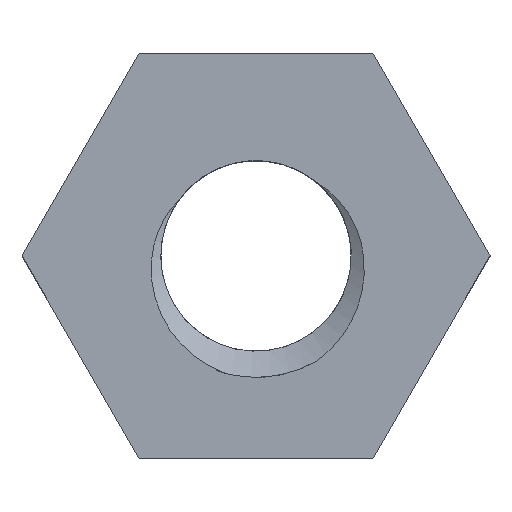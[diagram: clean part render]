
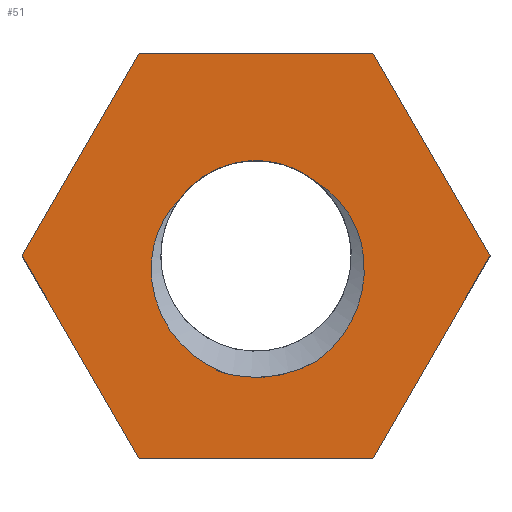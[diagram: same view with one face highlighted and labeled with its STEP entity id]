
A CAD part, top view. The second image highlights one B-rep face of the part: STEP entity #51.
In plain terms, the highlighted planar face has unit normal (0, 0, 1).
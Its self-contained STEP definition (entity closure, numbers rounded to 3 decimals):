
#32 = ORIENTED_EDGE ( 'NONE', *, *, #316, .T. ) ;
#33 = AXIS2_PLACEMENT_3D ( 'NONE', #421, #420, #426 ) ;
#51 = ADVANCED_FACE ( 'NONE', ( #932, #925 ), #424, .T. ) ;
#152 = ORIENTED_EDGE ( 'NONE', *, *, #1196, .T. ) ;
#154 = VERTEX_POINT ( 'NONE', #546 ) ;
#209 = EDGE_CURVE ( 'NONE', #154, #973, #917, .T. ) ;
#222 = EDGE_CURVE ( 'NONE', #1100, #154, #903, .T. ) ;
#223 = EDGE_CURVE ( 'NONE', #962, #1100, #908, .T. ) ;
#234 = EDGE_CURVE ( 'NONE', #1170, #962, #899, .T. ) ;
#241 = EDGE_CURVE ( 'NONE', #964, #1097, #905, .T. ) ;
#250 = EDGE_CURVE ( 'NONE', #964, #992, #802, .T. ) ;
#261 = EDGE_CURVE ( 'NONE', #992, #1027, #769, .T. ) ;
#316 = EDGE_CURVE ( 'NONE', #1027, #1097, #485, .T. ) ;
#333 = ORIENTED_EDGE ( 'NONE', *, *, #222, .T. ) ;
#420 = DIRECTION ( 'NONE',  ( 0., 0., 1. ) ) ;
#421 = CARTESIAN_POINT ( 'NONE',  ( 0., 0., 2. ) ) ;
#424 = PLANE ( 'NONE',  #33 ) ;
#426 = DIRECTION ( 'NONE',  ( 1., 0., 0. ) ) ;
#464 = EDGE_CURVE ( 'NONE', #973, #1127, #836, .T. ) ;
#485 = B_SPLINE_CURVE_WITH_KNOTS ( 'NONE', 3,
 ( #707, #706, #761, #762, #763, #765, #768, #771, #772, #774, #777, #778, #779, #780 ),
 .UNSPECIFIED., .F., .F.,
 ( 4, 2, 2, 2, 2, 2, 4 ),
 ( 0., 0., 0.001, 0.001, 0.001, 0.002, 0.003 ),
 .UNSPECIFIED. ) ;
#546 = CARTESIAN_POINT ( 'NONE',  ( -1.443, 2.5, 2. ) ) ;
#594 = DIRECTION ( 'NONE',  ( -0.5, -0.866, 0. ) ) ;
#596 = CARTESIAN_POINT ( 'NONE',  ( -1.443, 2.5, 2. ) ) ;
#597 = CARTESIAN_POINT ( 'NONE',  ( 1.443, 2.5, 2. ) ) ;
#599 = CARTESIAN_POINT ( 'NONE',  ( 2.887, 0., 2. ) ) ;
#601 = DIRECTION ( 'NONE',  ( -1., 0., 0. ) ) ;
#602 = DIRECTION ( 'NONE',  ( -0.5, 0.866, 0. ) ) ;
#604 = CARTESIAN_POINT ( 'NONE',  ( 1.443, -2.5, 2. ) ) ;
#605 = CARTESIAN_POINT ( 'NONE',  ( -0.375, -1.452, 2. ) ) ;
#606 = DIRECTION ( 'NONE',  ( 0.5, 0.866, 0. ) ) ;
#610 = CARTESIAN_POINT ( 'NONE',  ( 0., 0., 2. ) ) ;
#611 = DIRECTION ( 'NONE',  ( 0., 0., 1. ) ) ;
#612 = DIRECTION ( 'NONE',  ( 1., 0., 0. ) ) ;
#613 = CARTESIAN_POINT ( 'NONE',  ( -0.479, -1.413, 2. ) ) ;
#636 = CARTESIAN_POINT ( 'NONE',  ( -0.936, 0.71, 2. ) ) ;
#638 = CARTESIAN_POINT ( 'NONE',  ( -0.578, -1.362, 2. ) ) ;
#639 = CARTESIAN_POINT ( 'NONE',  ( -0.763, -1.241, 2. ) ) ;
#640 = CARTESIAN_POINT ( 'NONE',  ( -0.849, -1.169, 2. ) ) ;
#641 = CARTESIAN_POINT ( 'NONE',  ( -1.074, -0.929, 2. ) ) ;
#642 = CARTESIAN_POINT ( 'NONE',  ( -1.186, -0.73, 2. ) ) ;
#643 = CARTESIAN_POINT ( 'NONE',  ( -1.274, -0.41, 2. ) ) ;
#645 = CARTESIAN_POINT ( 'NONE',  ( -1.29, -0.299, 2. ) ) ;
#646 = CARTESIAN_POINT ( 'NONE',  ( -1.295, -0.079, 2. ) ) ;
#647 = CARTESIAN_POINT ( 'NONE',  ( -1.284, 0.033, 2. ) ) ;
#648 = CARTESIAN_POINT ( 'NONE',  ( -1.207, 0.354, 2. ) ) ;
#649 = CARTESIAN_POINT ( 'NONE',  ( -1.096, 0.554, 2. ) ) ;
#650 = CARTESIAN_POINT ( 'NONE',  ( -0.936, 0.71, 2. ) ) ;
#651 = CARTESIAN_POINT ( 'NONE',  ( -0.842, 0.835, 2. ) ) ;
#662 = CARTESIAN_POINT ( 'NONE',  ( -0.723, 0.94, 2. ) ) ;
#663 = CARTESIAN_POINT ( 'NONE',  ( -0.455, 1.094, 2. ) ) ;
#664 = CARTESIAN_POINT ( 'NONE',  ( -0.305, 1.146, 2. ) ) ;
#665 = CARTESIAN_POINT ( 'NONE',  ( 0.002, 1.185, 2. ) ) ;
#667 = CARTESIAN_POINT ( 'NONE',  ( 0.16, 1.175, 2. ) ) ;
#672 = CARTESIAN_POINT ( 'NONE',  ( 0.459, 1.093, 2. ) ) ;
#674 = CARTESIAN_POINT ( 'NONE',  ( 0.6, 1.023, 2. ) ) ;
#675 = CARTESIAN_POINT ( 'NONE',  ( 0.723, 0.926, 2. ) ) ;
#706 = CARTESIAN_POINT ( 'NONE',  ( 0.819, 0.871, 2. ) ) ;
#707 = CARTESIAN_POINT ( 'NONE',  ( 0.723, 0.926, 2. ) ) ;
#761 = CARTESIAN_POINT ( 'NONE',  ( 0.905, 0.803, 2. ) ) ;
#762 = CARTESIAN_POINT ( 'NONE',  ( 1.059, 0.647, 2. ) ) ;
#763 = CARTESIAN_POINT ( 'NONE',  ( 1.126, 0.557, 2. ) ) ;
#765 = CARTESIAN_POINT ( 'NONE',  ( 1.232, 0.366, 2. ) ) ;
#768 = CARTESIAN_POINT ( 'NONE',  ( 1.273, 0.262, 2. ) ) ;
#769 = B_SPLINE_CURVE_WITH_KNOTS ( 'NONE', 3,
 ( #636, #651, #662, #663, #664, #665, #667, #672, #674, #675 ),
 .UNSPECIFIED., .F., .F.,
 ( 4, 2, 2, 2, 4 ),
 ( 0., 0., 0.001, 0.001, 0.002 ),
 .UNSPECIFIED. ) ;
#771 = CARTESIAN_POINT ( 'NONE',  ( 1.325, 0.05, 2. ) ) ;
#772 = CARTESIAN_POINT ( 'NONE',  ( 1.337, -0.061, 2. ) ) ;
#774 = CARTESIAN_POINT ( 'NONE',  ( 1.334, -0.39, 2. ) ) ;
#777 = CARTESIAN_POINT ( 'NONE',  ( 1.279, -0.609, 2. ) ) ;
#778 = CARTESIAN_POINT ( 'NONE',  ( 1.078, -0.997, 2. ) ) ;
#779 = CARTESIAN_POINT ( 'NONE',  ( 0.93, -1.17, 2. ) ) ;
#780 = CARTESIAN_POINT ( 'NONE',  ( 0.75, -1.299, 2. ) ) ;
#802 = B_SPLINE_CURVE_WITH_KNOTS ( 'NONE', 3,
 ( #605, #613, #638, #639, #640, #641, #642, #643, #645, #646, #647, #648, #649, #650 ),
 .UNSPECIFIED., .F., .F.,
 ( 4, 2, 2, 2, 2, 2, 4 ),
 ( 0., 0., 0.001, 0.001, 0.002, 0.002, 0.003 ),
 .UNSPECIFIED. ) ;
#816 = VECTOR ( 'NONE', #1152, 1000. ) ;
#832 = LINE ( 'NONE', #1149, #816 ) ;
#834 = VECTOR ( 'NONE', #1084, 1000. ) ;
#836 = LINE ( 'NONE', #1008, #834 ) ;
#891 = CARTESIAN_POINT ( 'NONE',  ( -0.375, -1.452, 2. ) ) ;
#895 = VECTOR ( 'NONE', #606, 1000. ) ;
#899 = LINE ( 'NONE', #604, #895 ) ;
#901 = VECTOR ( 'NONE', #601, 1000. ) ;
#903 = LINE ( 'NONE', #597, #901 ) ;
#905 = CIRCLE ( 'NONE', #1213, 1.5 ) ;
#906 = VECTOR ( 'NONE', #594, 1000. ) ;
#908 = LINE ( 'NONE', #599, #911 ) ;
#911 = VECTOR ( 'NONE', #602, 1000. ) ;
#917 = LINE ( 'NONE', #596, #906 ) ;
#925 = FACE_BOUND ( 'NONE', #1096, .T. ) ;
#932 = FACE_OUTER_BOUND ( 'NONE', #1111, .T. ) ;
#962 = VERTEX_POINT ( 'NONE', #1101 ) ;
#964 = VERTEX_POINT ( 'NONE', #891 ) ;
#973 = VERTEX_POINT ( 'NONE', #1107 ) ;
#992 = VERTEX_POINT ( 'NONE', #1115 ) ;
#1007 = ORIENTED_EDGE ( 'NONE', *, *, #464, .T. ) ;
#1008 = CARTESIAN_POINT ( 'NONE',  ( -2.887, 0., 2. ) ) ;
#1027 = VERTEX_POINT ( 'NONE', #1125 ) ;
#1029 = ORIENTED_EDGE ( 'NONE', *, *, #223, .T. ) ;
#1032 = ORIENTED_EDGE ( 'NONE', *, *, #234, .T. ) ;
#1035 = ORIENTED_EDGE ( 'NONE', *, *, #209, .T. ) ;
#1084 = DIRECTION ( 'NONE',  ( 0.5, -0.866, 0. ) ) ;
#1096 = EDGE_LOOP ( 'NONE', ( #1178, #1182, #1184, #32 ) ) ;
#1097 = VERTEX_POINT ( 'NONE', #1140 ) ;
#1100 = VERTEX_POINT ( 'NONE', #1142 ) ;
#1101 = CARTESIAN_POINT ( 'NONE',  ( 2.887, 0., 2. ) ) ;
#1107 = CARTESIAN_POINT ( 'NONE',  ( -2.887, 0., 2. ) ) ;
#1111 = EDGE_LOOP ( 'NONE', ( #1032, #1029, #333, #1035, #1007, #152 ) ) ;
#1115 = CARTESIAN_POINT ( 'NONE',  ( -0.936, 0.71, 2. ) ) ;
#1118 = CARTESIAN_POINT ( 'NONE',  ( -1.443, -2.5, 2. ) ) ;
#1125 = CARTESIAN_POINT ( 'NONE',  ( 0.723, 0.926, 2. ) ) ;
#1127 = VERTEX_POINT ( 'NONE', #1118 ) ;
#1140 = CARTESIAN_POINT ( 'NONE',  ( 0.75, -1.299, 2. ) ) ;
#1142 = CARTESIAN_POINT ( 'NONE',  ( 1.443, 2.5, 2. ) ) ;
#1147 = CARTESIAN_POINT ( 'NONE',  ( 1.443, -2.5, 2. ) ) ;
#1149 = CARTESIAN_POINT ( 'NONE',  ( -1.443, -2.5, 2. ) ) ;
#1152 = DIRECTION ( 'NONE',  ( 1., 0., 0. ) ) ;
#1170 = VERTEX_POINT ( 'NONE', #1147 ) ;
#1178 = ORIENTED_EDGE ( 'NONE', *, *, #241, .F. ) ;
#1182 = ORIENTED_EDGE ( 'NONE', *, *, #250, .T. ) ;
#1184 = ORIENTED_EDGE ( 'NONE', *, *, #261, .T. ) ;
#1196 = EDGE_CURVE ( 'NONE', #1127, #1170, #832, .T. ) ;
#1213 = AXIS2_PLACEMENT_3D ( 'NONE', #610, #611, #612 ) ;
